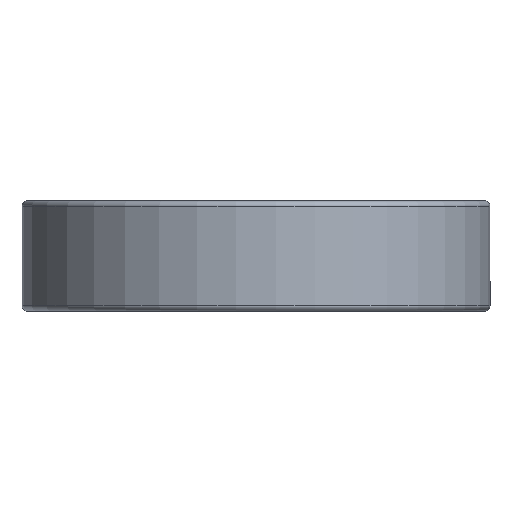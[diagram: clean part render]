
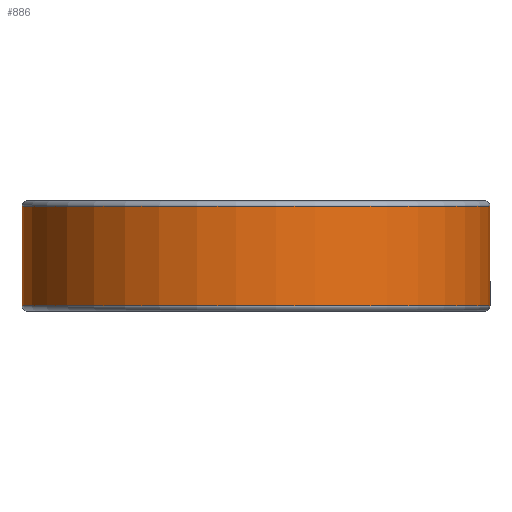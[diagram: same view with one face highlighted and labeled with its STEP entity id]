
A CAD part, front view. The second image highlights one B-rep face of the part: STEP entity #886.
In plain terms, the highlighted cylindrical face has radius 10.627 mm (diameter 21.254 mm), a partial arc.
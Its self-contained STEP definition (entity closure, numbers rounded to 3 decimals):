
#46=CIRCLE('',#931,10.627);
#76=CIRCLE('',#981,10.627);
#115=CYLINDRICAL_SURFACE('',#1010,10.627);
#160=FACE_OUTER_BOUND('',#215,.T.);
#215=EDGE_LOOP('',(#759,#760,#761,#762));
#264=LINE('',#1495,#330);
#281=LINE('',#1575,#347);
#330=VECTOR('',#1176,10.);
#347=VECTOR('',#1273,10.);
#382=VERTEX_POINT('',#1405);
#384=VERTEX_POINT('',#1410);
#409=VERTEX_POINT('',#1494);
#419=VERTEX_POINT('',#1521);
#470=EDGE_CURVE('',#384,#382,#46,.T.);
#512=EDGE_CURVE('',#382,#409,#264,.T.);
#527=EDGE_CURVE('',#409,#419,#76,.T.);
#553=EDGE_CURVE('',#419,#384,#281,.T.);
#759=ORIENTED_EDGE('',*,*,#470,.F.);
#760=ORIENTED_EDGE('',*,*,#553,.F.);
#761=ORIENTED_EDGE('',*,*,#527,.F.);
#762=ORIENTED_EDGE('',*,*,#512,.F.);
#886=ADVANCED_FACE('',(#160),#115,.T.);
#931=AXIS2_PLACEMENT_3D('',#1412,#1079,#1080);
#981=AXIS2_PLACEMENT_3D('',#1525,#1206,#1207);
#1010=AXIS2_PLACEMENT_3D('',#1576,#1274,#1275);
#1079=DIRECTION('center_axis',(0.,0.,1.));
#1080=DIRECTION('ref_axis',(0.,-1.,0.));
#1176=DIRECTION('',(0.,0.,-1.));
#1206=DIRECTION('center_axis',(0.,0.,-1.));
#1207=DIRECTION('ref_axis',(0.,-1.,0.));
#1273=DIRECTION('',(0.,0.,1.));
#1274=DIRECTION('center_axis',(0.,0.,1.));
#1275=DIRECTION('ref_axis',(0.,-1.,0.));
#1405=CARTESIAN_POINT('',(6.642,8.295,4.75));
#1410=CARTESIAN_POINT('',(-6.642,8.295,4.75));
#1412=CARTESIAN_POINT('Origin',(0.,0.,4.75));
#1494=CARTESIAN_POINT('',(6.642,8.295,0.25));
#1495=CARTESIAN_POINT('',(6.642,8.295,0.));
#1521=CARTESIAN_POINT('',(-6.642,8.295,0.25));
#1525=CARTESIAN_POINT('Origin',(0.,0.,0.25));
#1575=CARTESIAN_POINT('',(-6.642,8.295,0.));
#1576=CARTESIAN_POINT('Origin',(0.,0.,0.));
